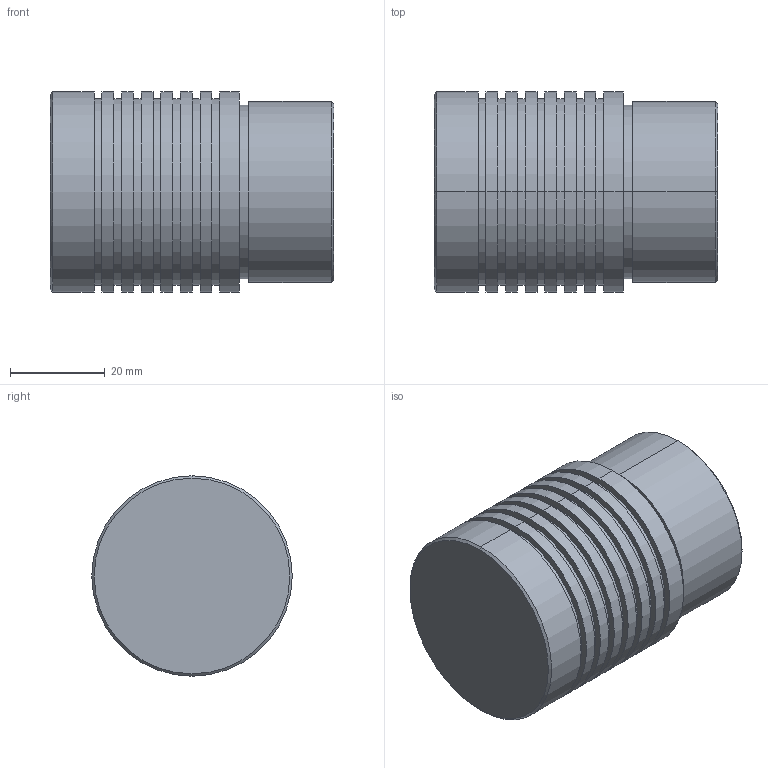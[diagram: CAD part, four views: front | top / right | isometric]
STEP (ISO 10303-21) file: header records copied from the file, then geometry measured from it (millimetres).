
FILE_DESCRIPTION (( 'STEP AP214' ), '1' );
FILE_NAME ('A14_0736-242.STEP', '2022-12-05T08:10:13', ( '' ), ( '' ), 'SwSTEP 2.0', 'SolidWorks 2019', '' );
FILE_SCHEMA (( 'AUTOMOTIVE_DESIGN' ));
Length unit declared in the file: millimetre
Products named in the file (1): A14_0736-242
Bounding box: 60 x 42.4 x 42.4 mm (x, y, z)
Volume: 24818.7 mm3; surface area: 19149.7 mm2
Topology: 1 solids, 1 shells, 61 faces, 120 edges, 78 vertices
Faces by surface type: cylinder 36, plane 19, cone 6
Entity records: 1638 total; most frequent: DIRECTION 322, CARTESIAN_POINT 260, ORIENTED_EDGE 240, AXIS2_PLACEMENT_3D 140, EDGE_CURVE 120, CIRCLE 78, VERTEX_POINT 78, EDGE_LOOP 78
